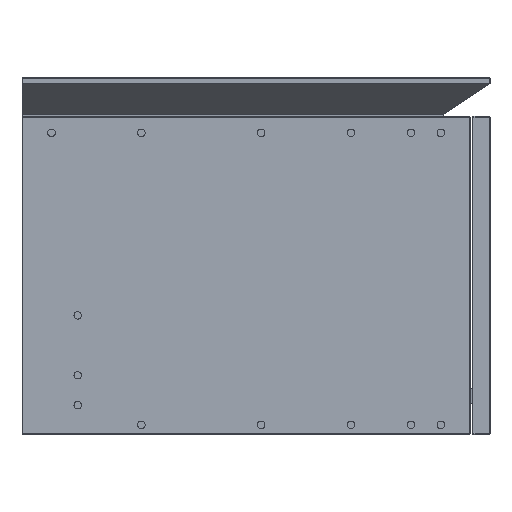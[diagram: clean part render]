
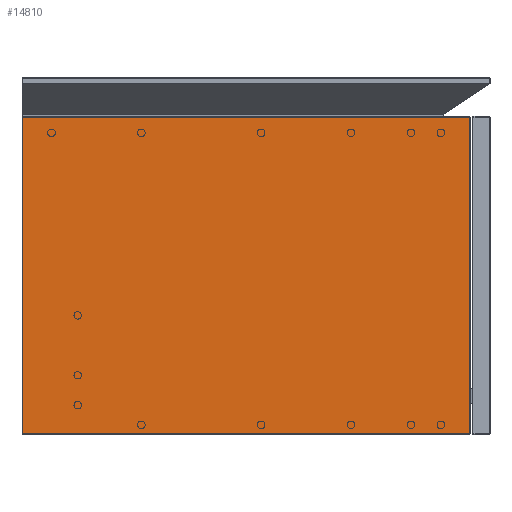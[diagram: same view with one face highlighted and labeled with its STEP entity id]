
A CAD part, left-side view. The second image highlights one B-rep face of the part: STEP entity #14810.
In plain terms, the highlighted planar face has unit normal (-1, 0, 0).
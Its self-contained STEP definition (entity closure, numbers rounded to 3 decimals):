
#14715=CARTESIAN_POINT('',(-4476.999,34624.589,-0.8));
#14716=VERTEX_POINT('',#14715);
#14723=CARTESIAN_POINT('',(-4476.999,34146.389,-0.8));
#14724=VERTEX_POINT('',#14723);
#14725=CARTESIAN_POINT('',(-4476.999,34624.589,-0.8));
#14726=DIRECTION('',(0.0,-1.0,0.0));
#14727=VECTOR('',#14726,478.2);
#14728=LINE('',#14725,#14727);
#14729=EDGE_CURVE('',#14716,#14724,#14728,.T.);
#14746=CARTESIAN_POINT('',(-4476.999,34146.389,-339.2));
#14747=VERTEX_POINT('',#14746);
#14748=CARTESIAN_POINT('',(-4476.999,34146.389,-0.8));
#14749=DIRECTION('',(0.0,0.0,-1.0));
#14750=VECTOR('',#14749,338.4);
#14751=LINE('',#14748,#14750);
#14752=EDGE_CURVE('',#14724,#14747,#14751,.T.);
#14787=CARTESIAN_POINT('',(-4476.999,34385.489,-0.799));
#14788=DIRECTION('',(-1.0,0.0,0.0));
#14789=DIRECTION('',(0.0,0.0,1.0));
#14790=AXIS2_PLACEMENT_3D('',#14787,#14788,#14789);
#14791=PLANE('',#14790);
#14792=ORIENTED_EDGE('',*,*,#14729,.F.);
#14793=CARTESIAN_POINT('',(-4476.999,34624.589,-339.2));
#14794=VERTEX_POINT('',#14793);
#14795=CARTESIAN_POINT('',(-4476.999,34624.589,-339.2));
#14796=DIRECTION('',(0.0,0.0,1.0));
#14797=VECTOR('',#14796,338.4);
#14798=LINE('',#14795,#14797);
#14799=EDGE_CURVE('',#14794,#14716,#14798,.T.);
#14800=ORIENTED_EDGE('',*,*,#14799,.F.);
#14801=CARTESIAN_POINT('',(-4476.999,34146.389,-339.2));
#14802=DIRECTION('',(0.0,1.0,0.0));
#14803=VECTOR('',#14802,478.2);
#14804=LINE('',#14801,#14803);
#14805=EDGE_CURVE('',#14747,#14794,#14804,.T.);
#14806=ORIENTED_EDGE('',*,*,#14805,.F.);
#14807=ORIENTED_EDGE('',*,*,#14752,.F.);
#14808=EDGE_LOOP('',(#14792,#14800,#14806,#14807));
#14809=FACE_OUTER_BOUND('',#14808,.T.);
#14810=ADVANCED_FACE('',(#14809),#14791,.T.);
